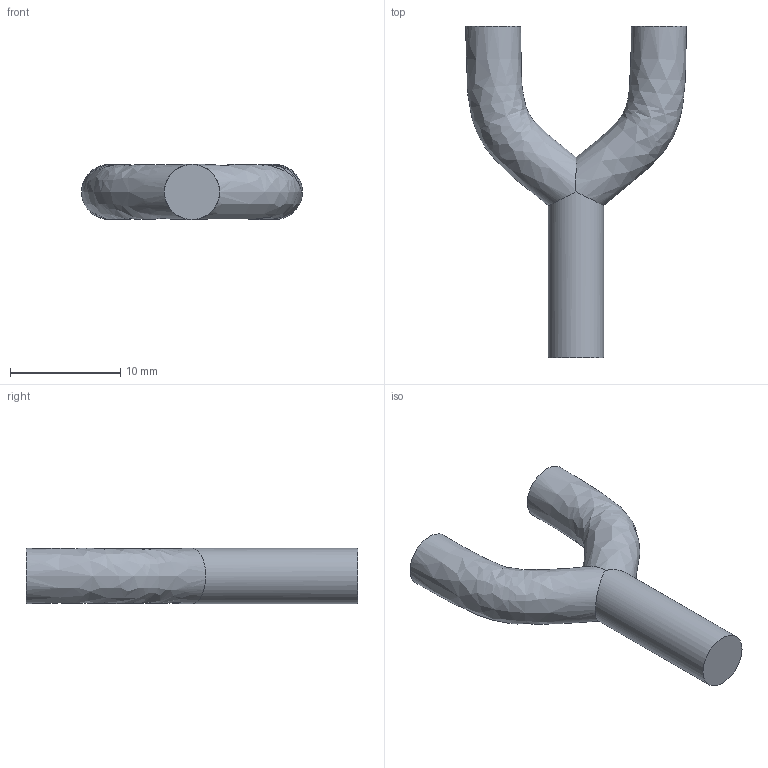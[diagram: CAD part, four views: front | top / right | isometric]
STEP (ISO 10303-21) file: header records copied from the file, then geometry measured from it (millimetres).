
FILE_DESCRIPTION(/* description */ (''),/* implementation_level */ '2;1');
FILE_NAME(/* name */ 'Misc-2-Way-Splitter-Pipe.step',/* time_stamp */ '2022-04-07T15:17:16+01:00',/* author */ (''),/* organization */ (''),/* preprocessor_version */ 'ST-DEVELOPER v18.1',/* originating_system */ 'Autodesk Translation Framework v10.13.0.1454',/* authorisation */ '');
FILE_SCHEMA (('AUTOMOTIVE_DESIGN { 1 0 10303 214 3 1 1 }'));
Length unit declared in the file: millimetre
Products named in the file (1): Splitter_5mm_Pipe
Bounding box: 20 x 30 x 5 mm (x, y, z)
Volume: 965.8 mm3; surface area: 816.9 mm2
Topology: 1 solids, 1 shells, 6 faces, 11 edges, 7 vertices
Faces by surface type: plane 3, bspline 2, cylinder 1
Full cylindrical faces by diameter (mm): 5 x1
Entity records: 580 total; most frequent: CARTESIAN_POINT 442, ORIENTED_EDGE 22, DIRECTION 17, EDGE_CURVE 11, AXIS2_PLACEMENT_3D 8, B_SPLINE_CURVE_WITH_KNOTS 7, VERTEX_POINT 7, FACE_OUTER_BOUND 6
